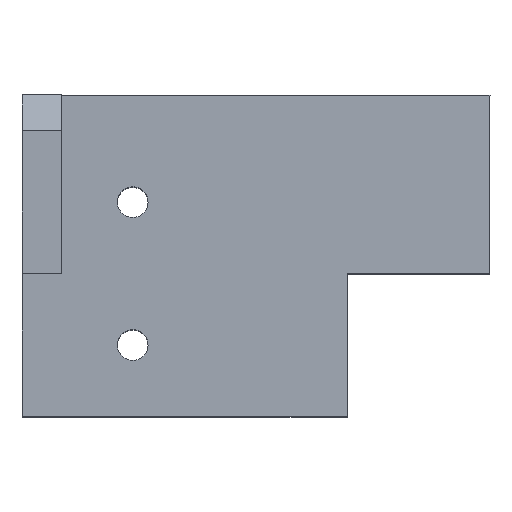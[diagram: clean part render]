
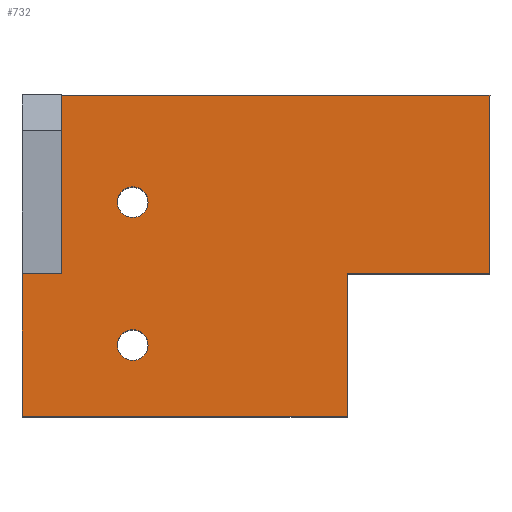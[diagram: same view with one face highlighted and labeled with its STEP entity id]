
A CAD part, top view. The second image highlights one B-rep face of the part: STEP entity #732.
In plain terms, the highlighted planar face has unit normal (0, 0, 1).
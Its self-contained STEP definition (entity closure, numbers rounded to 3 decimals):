
#38=FACE_BOUND('',#145,.T.);
#39=FACE_BOUND('',#146,.T.);
#58=CIRCLE('',#783,2.15);
#60=CIRCLE('',#786,2.15);
#94=FACE_OUTER_BOUND('',#144,.T.);
#144=EDGE_LOOP('',(#569,#570,#571,#572,#573,#574,#575,#576));
#145=EDGE_LOOP('',(#577));
#146=EDGE_LOOP('',(#578));
#199=LINE('',#1086,#270);
#219=LINE('',#1156,#290);
#222=LINE('',#1162,#293);
#226=LINE('',#1172,#297);
#227=LINE('',#1174,#298);
#228=LINE('',#1175,#299);
#229=LINE('',#1177,#300);
#230=LINE('',#1178,#301);
#270=VECTOR('',#867,1.);
#290=VECTOR('',#935,1.);
#293=VECTOR('',#940,1.);
#297=VECTOR('',#948,1.);
#298=VECTOR('',#949,1.);
#299=VECTOR('',#950,1.);
#300=VECTOR('',#951,1.);
#301=VECTOR('',#952,1.);
#341=VERTEX_POINT('',#1083);
#342=VERTEX_POINT('',#1085);
#354=VERTEX_POINT('',#1111);
#356=VERTEX_POINT('',#1117);
#368=VERTEX_POINT('',#1155);
#369=VERTEX_POINT('',#1159);
#370=VERTEX_POINT('',#1161);
#374=VERTEX_POINT('',#1171);
#375=VERTEX_POINT('',#1173);
#376=VERTEX_POINT('',#1176);
#409=EDGE_CURVE('',#341,#342,#199,.T.);
#423=EDGE_CURVE('',#354,#354,#58,.T.);
#426=EDGE_CURVE('',#356,#356,#60,.T.);
#444=EDGE_CURVE('',#342,#368,#219,.T.);
#447=EDGE_CURVE('',#369,#370,#222,.T.);
#452=EDGE_CURVE('',#374,#369,#226,.T.);
#453=EDGE_CURVE('',#375,#374,#227,.T.);
#454=EDGE_CURVE('',#368,#375,#228,.T.);
#455=EDGE_CURVE('',#376,#341,#229,.T.);
#456=EDGE_CURVE('',#376,#370,#230,.T.);
#569=ORIENTED_EDGE('',*,*,#447,.F.);
#570=ORIENTED_EDGE('',*,*,#452,.F.);
#571=ORIENTED_EDGE('',*,*,#453,.F.);
#572=ORIENTED_EDGE('',*,*,#454,.F.);
#573=ORIENTED_EDGE('',*,*,#444,.F.);
#574=ORIENTED_EDGE('',*,*,#409,.F.);
#575=ORIENTED_EDGE('',*,*,#455,.F.);
#576=ORIENTED_EDGE('',*,*,#456,.T.);
#577=ORIENTED_EDGE('',*,*,#426,.F.);
#578=ORIENTED_EDGE('',*,*,#423,.T.);
#698=PLANE('',#805);
#732=ADVANCED_FACE('',(#94,#38,#39),#698,.T.);
#783=AXIS2_PLACEMENT_3D('',#1113,#886,#887);
#786=AXIS2_PLACEMENT_3D('',#1119,#893,#894);
#805=AXIS2_PLACEMENT_3D('',#1170,#946,#947);
#867=DIRECTION('',(1.,0.,0.));
#886=DIRECTION('center_axis',(0.,0.,
-1.));
#887=DIRECTION('ref_axis',(1.,0.,0.));
#893=DIRECTION('center_axis',(0.,0.,
1.));
#894=DIRECTION('ref_axis',(1.,0.,0.));
#935=DIRECTION('',(0.,-1.,0.));
#940=DIRECTION('',(0.,1.,0.));
#946=DIRECTION('center_axis',(0.,0.,
1.));
#947=DIRECTION('ref_axis',(1.,0.,0.));
#948=DIRECTION('',(-1.,0.,0.));
#949=DIRECTION('',(0.,-1.,0.));
#950=DIRECTION('',(-1.,0.,0.));
#951=DIRECTION('',(0.,1.,0.));
#952=DIRECTION('',(-1.,0.,0.));
#1083=CARTESIAN_POINT('',(289.8,-50.,31.));
#1085=CARTESIAN_POINT('',(349.8,-50.,31.));
#1086=CARTESIAN_POINT('',(289.8,-50.,31.));
#1111=CARTESIAN_POINT('',(297.65,-85.,31.));
#1113=CARTESIAN_POINT('Origin',(299.8,-85.,31.));
#1117=CARTESIAN_POINT('',(297.65,-65.,31.));
#1119=CARTESIAN_POINT('Origin',(299.8,-65.,31.));
#1155=CARTESIAN_POINT('',(349.8,-75.,31.));
#1156=CARTESIAN_POINT('',(349.8,-50.,31.));
#1159=CARTESIAN_POINT('',(284.3,-95.,31.));
#1161=CARTESIAN_POINT('',(284.3,-75.,31.));
#1162=CARTESIAN_POINT('',(284.3,-93.,31.));
#1170=CARTESIAN_POINT('Origin',(299.8,-65.,31.));
#1171=CARTESIAN_POINT('',(329.8,-95.,31.));
#1172=CARTESIAN_POINT('',(329.8,-95.,31.));
#1173=CARTESIAN_POINT('',(329.8,-75.,31.));
#1174=CARTESIAN_POINT('',(329.8,-75.,31.));
#1175=CARTESIAN_POINT('',(349.8,-75.,31.));
#1176=CARTESIAN_POINT('',(289.8,-75.,31.));
#1177=CARTESIAN_POINT('',(289.8,-75.,31.));
#1178=CARTESIAN_POINT('',(289.8,-75.,31.));
